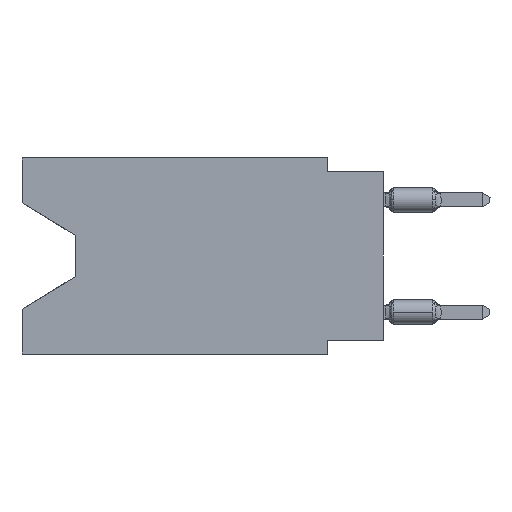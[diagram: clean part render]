
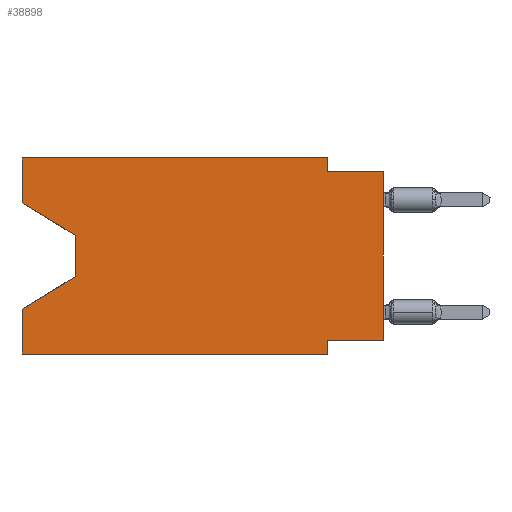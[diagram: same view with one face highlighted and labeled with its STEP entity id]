
A CAD part, left-side view. The second image highlights one B-rep face of the part: STEP entity #38898.
In plain terms, the highlighted planar face has unit normal (-1, 0, 0).
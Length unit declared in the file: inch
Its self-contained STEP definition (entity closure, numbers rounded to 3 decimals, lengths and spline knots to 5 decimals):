
#120 = VECTOR ( 'NONE', #25459, 39.37008 ) ;
#370 = CARTESIAN_POINT ( 'NONE',  ( 0., 0.55, -0.138 ) ) ;
#372 = ORIENTED_EDGE ( 'NONE', *, *, #40186, .F. ) ;
#541 = EDGE_CURVE ( 'NONE', #29647, #30900, #14499, .T. ) ;
#697 = AXIS2_PLACEMENT_3D ( 'NONE', #4705, #27816, #42129 ) ;
#853 = ORIENTED_EDGE ( 'NONE', *, *, #27958, .F. ) ;
#1447 = VERTEX_POINT ( 'NONE', #21517 ) ;
#1496 = PLANE ( 'NONE',  #697 ) ;
#2343 = EDGE_CURVE ( 'NONE', #42998, #1447, #47239, .T. ) ;
#2627 = DIRECTION ( 'NONE',  ( 0., 1., 0. ) ) ;
#3110 = LINE ( 'NONE', #47471, #9390 ) ;
#3824 = CARTESIAN_POINT ( 'NONE',  ( 0., 0.645, 0. ) ) ;
#4705 = CARTESIAN_POINT ( 'NONE',  ( 0., 0.645, 0. ) ) ;
#5281 = VERTEX_POINT ( 'NONE', #35460 ) ;
#5300 = VERTEX_POINT ( 'NONE', #28526 ) ;
#5405 = EDGE_CURVE ( 'NONE', #5300, #1447, #36410, .T. ) ;
#5828 = DIRECTION ( 'NONE',  ( 0., -1., 0. ) ) ;
#6010 = VERTEX_POINT ( 'NONE', #37802 ) ;
#6961 = CARTESIAN_POINT ( 'NONE',  ( 0., 0.645, -0.08025 ) ) ;
#7166 = DIRECTION ( 'NONE',  ( 0., 0., 1. ) ) ;
#8356 = VECTOR ( 'NONE', #44977, 39.37008 ) ;
#9179 = VECTOR ( 'NONE', #46416, 39.37008 ) ;
#9263 = EDGE_CURVE ( 'NONE', #5281, #30900, #22235, .T. ) ;
#9382 = CARTESIAN_POINT ( 'NONE',  ( 0., 0.645, 0. ) ) ;
#9390 = VECTOR ( 'NONE', #2627, 39.37008 ) ;
#9658 = ORIENTED_EDGE ( 'NONE', *, *, #24844, .T. ) ;
#11752 = ORIENTED_EDGE ( 'NONE', *, *, #40690, .T. ) ;
#12516 = CARTESIAN_POINT ( 'NONE',  ( 0., 0.645, -0.26975 ) ) ;
#12560 = FACE_OUTER_BOUND ( 'NONE', #40036, .T. ) ;
#13441 = CARTESIAN_POINT ( 'NONE',  ( 0., 0., -0.025 ) ) ;
#13922 = DIRECTION ( 'NONE',  ( 0., -1., 0. ) ) ;
#13994 = VECTOR ( 'NONE', #16068, 39.37008 ) ;
#14456 = DIRECTION ( 'NONE',  ( 0., 0., 1. ) ) ;
#14499 = LINE ( 'NONE', #40385, #37549 ) ;
#15833 = DIRECTION ( 'NONE',  ( 0., 0., -1. ) ) ;
#16068 = DIRECTION ( 'NONE',  ( 0., 0., -1. ) ) ;
#16377 = VECTOR ( 'NONE', #7166, 39.37008 ) ;
#16477 = VERTEX_POINT ( 'NONE', #36638 ) ;
#17017 = VERTEX_POINT ( 'NONE', #370 ) ;
#17077 = VERTEX_POINT ( 'NONE', #9382 ) ;
#17867 = LINE ( 'NONE', #44750, #38513 ) ;
#19863 = EDGE_CURVE ( 'NONE', #42444, #16477, #46413, .T. ) ;
#20008 = CARTESIAN_POINT ( 'NONE',  ( 0., 0.1, -0.35 ) ) ;
#21215 = VECTOR ( 'NONE', #34048, 39.37008 ) ;
#21517 = CARTESIAN_POINT ( 'NONE',  ( 0., 0., -0.025 ) ) ;
#22235 = LINE ( 'NONE', #3824, #120 ) ;
#22508 = ORIENTED_EDGE ( 'NONE', *, *, #40093, .T. ) ;
#24033 = CARTESIAN_POINT ( 'NONE',  ( 0., 0.645, -0.35 ) ) ;
#24844 = EDGE_CURVE ( 'NONE', #17017, #29647, #38750, .T. ) ;
#24880 = EDGE_CURVE ( 'NONE', #47280, #42998, #31350, .T. ) ;
#25459 = DIRECTION ( 'NONE',  ( 0., 0., 1. ) ) ;
#25991 = ORIENTED_EDGE ( 'NONE', *, *, #19863, .F. ) ;
#26147 = LINE ( 'NONE', #6961, #21215 ) ;
#26257 = EDGE_CURVE ( 'NONE', #6010, #17077, #40421, .T. ) ;
#27143 = CARTESIAN_POINT ( 'NONE',  ( 0., 0.55, -0.138 ) ) ;
#27742 = LINE ( 'NONE', #24033, #30635 ) ;
#27816 = DIRECTION ( 'NONE',  ( 1., 0., 0. ) ) ;
#27958 = EDGE_CURVE ( 'NONE', #17077, #47280, #17867, .T. ) ;
#28526 = CARTESIAN_POINT ( 'NONE',  ( 0., 0., -0.325 ) ) ;
#28819 = ORIENTED_EDGE ( 'NONE', *, *, #541, .T. ) ;
#29647 = VERTEX_POINT ( 'NONE', #43239 ) ;
#30635 = VECTOR ( 'NONE', #5828, 39.37008 ) ;
#30900 = VERTEX_POINT ( 'NONE', #12516 ) ;
#31350 = LINE ( 'NONE', #45925, #9179 ) ;
#32470 = ORIENTED_EDGE ( 'NONE', *, *, #5405, .T. ) ;
#33194 = ORIENTED_EDGE ( 'NONE', *, *, #26257, .F. ) ;
#34048 = DIRECTION ( 'NONE',  ( 0., -0.855, -0.519 ) ) ;
#35460 = CARTESIAN_POINT ( 'NONE',  ( 0., 0.645, -0.35 ) ) ;
#35944 = VECTOR ( 'NONE', #15833, 39.37008 ) ;
#36410 = LINE ( 'NONE', #40113, #47536 ) ;
#36638 = CARTESIAN_POINT ( 'NONE',  ( 0., 0.1, -0.35 ) ) ;
#37549 = VECTOR ( 'NONE', #40889, 39.37008 ) ;
#37802 = CARTESIAN_POINT ( 'NONE',  ( 0., 0.645, -0.08025 ) ) ;
#38513 = VECTOR ( 'NONE', #13922, 39.37008 ) ;
#38750 = LINE ( 'NONE', #27143, #35944 ) ;
#38855 = ORIENTED_EDGE ( 'NONE', *, *, #2343, .F. ) ;
#38898 = ADVANCED_FACE ( 'NONE', ( #12560 ), #1496, .F. ) ;
#39829 = CARTESIAN_POINT ( 'NONE',  ( 0., 0.1, -0.025 ) ) ;
#40036 = EDGE_LOOP ( 'NONE', ( #11752, #9658, #28819, #40899, #22508, #25991, #372, #32470, #38855, #42105, #853, #33194 ) ) ;
#40093 = EDGE_CURVE ( 'NONE', #5281, #16477, #27742, .T. ) ;
#40113 = CARTESIAN_POINT ( 'NONE',  ( 0., 0., 0. ) ) ;
#40186 = EDGE_CURVE ( 'NONE', #5300, #42444, #3110, .T. ) ;
#40385 = CARTESIAN_POINT ( 'NONE',  ( 0., 0.55, -0.212 ) ) ;
#40421 = LINE ( 'NONE', #44880, #16377 ) ;
#40690 = EDGE_CURVE ( 'NONE', #6010, #17017, #26147, .T. ) ;
#40889 = DIRECTION ( 'NONE',  ( 0., 0.855, -0.519 ) ) ;
#40899 = ORIENTED_EDGE ( 'NONE', *, *, #9263, .F. ) ;
#42105 = ORIENTED_EDGE ( 'NONE', *, *, #24880, .F. ) ;
#42129 = DIRECTION ( 'NONE',  ( 0., 0., -1. ) ) ;
#42134 = CARTESIAN_POINT ( 'NONE',  ( 0., 0.1, -0.325 ) ) ;
#42444 = VERTEX_POINT ( 'NONE', #42134 ) ;
#42998 = VERTEX_POINT ( 'NONE', #39829 ) ;
#43239 = CARTESIAN_POINT ( 'NONE',  ( 0., 0.55, -0.212 ) ) ;
#44750 = CARTESIAN_POINT ( 'NONE',  ( 0., 0.645, 0. ) ) ;
#44880 = CARTESIAN_POINT ( 'NONE',  ( 0., 0.645, 0. ) ) ;
#44977 = DIRECTION ( 'NONE',  ( 0., -1., 0. ) ) ;
#45248 = CARTESIAN_POINT ( 'NONE',  ( 0., 0.1, 0. ) ) ;
#45925 = CARTESIAN_POINT ( 'NONE',  ( 0., 0.1, 0. ) ) ;
#46413 = LINE ( 'NONE', #20008, #13994 ) ;
#46416 = DIRECTION ( 'NONE',  ( 0., 0., -1. ) ) ;
#47239 = LINE ( 'NONE', #13441, #8356 ) ;
#47280 = VERTEX_POINT ( 'NONE', #45248 ) ;
#47471 = CARTESIAN_POINT ( 'NONE',  ( 0., 0., -0.325 ) ) ;
#47536 = VECTOR ( 'NONE', #14456, 39.37008 ) ;
